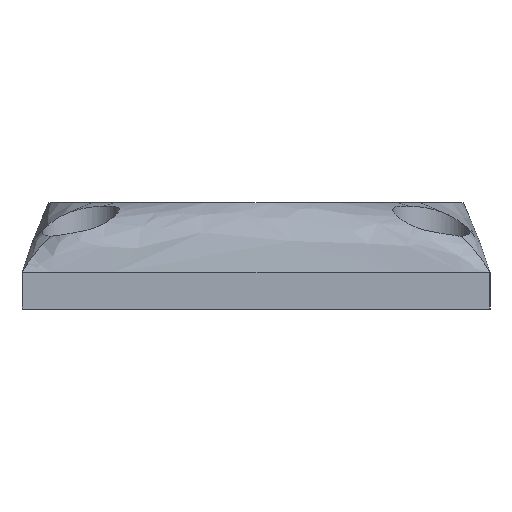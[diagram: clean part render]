
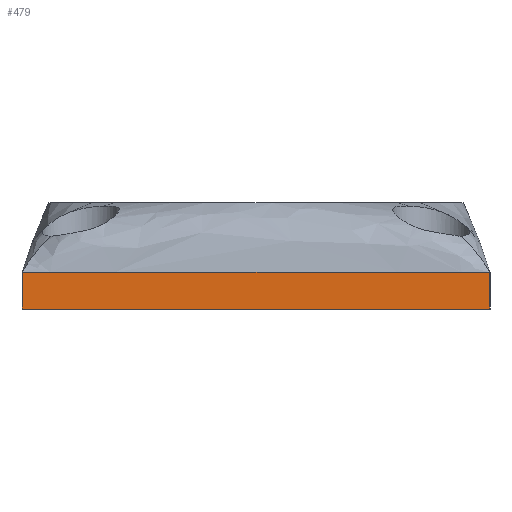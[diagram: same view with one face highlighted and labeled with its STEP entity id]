
A CAD part, left-side view. The second image highlights one B-rep face of the part: STEP entity #479.
In plain terms, the highlighted planar face has unit normal (-1, 0, 0).
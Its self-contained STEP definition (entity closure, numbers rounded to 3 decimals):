
#92=FACE_OUTER_BOUND('',#124,.T.);
#124=EDGE_LOOP('',(#364,#365,#366,#367,#368,#369,#370,#371));
#137=LINE('',#640,#166);
#140=LINE('',#656,#169);
#153=LINE('',#702,#182);
#155=LINE('',#706,#184);
#156=LINE('',#708,#185);
#157=LINE('',#710,#186);
#158=LINE('',#712,#187);
#159=LINE('',#713,#188);
#166=VECTOR('',#534,10.);
#169=VECTOR('',#549,10.);
#182=VECTOR('',#598,10.);
#184=VECTOR('',#602,10.);
#185=VECTOR('',#603,10.);
#186=VECTOR('',#604,10.);
#187=VECTOR('',#605,10.);
#188=VECTOR('',#606,10.);
#195=VERTEX_POINT('',#637);
#196=VERTEX_POINT('',#639);
#203=VERTEX_POINT('',#655);
#218=VERTEX_POINT('',#701);
#219=VERTEX_POINT('',#705);
#220=VERTEX_POINT('',#707);
#221=VERTEX_POINT('',#709);
#222=VERTEX_POINT('',#711);
#245=EDGE_CURVE('',#195,#196,#137,.T.);
#253=EDGE_CURVE('',#195,#203,#140,.T.);
#274=EDGE_CURVE('',#196,#218,#153,.T.);
#276=EDGE_CURVE('',#219,#203,#155,.T.);
#277=EDGE_CURVE('',#220,#219,#156,.T.);
#278=EDGE_CURVE('',#221,#220,#157,.T.);
#279=EDGE_CURVE('',#222,#221,#158,.T.);
#280=EDGE_CURVE('',#218,#222,#159,.T.);
#364=ORIENTED_EDGE('',*,*,#274,.F.);
#365=ORIENTED_EDGE('',*,*,#245,.F.);
#366=ORIENTED_EDGE('',*,*,#253,.T.);
#367=ORIENTED_EDGE('',*,*,#276,.F.);
#368=ORIENTED_EDGE('',*,*,#277,.F.);
#369=ORIENTED_EDGE('',*,*,#278,.F.);
#370=ORIENTED_EDGE('',*,*,#279,.F.);
#371=ORIENTED_EDGE('',*,*,#280,.F.);
#465=PLANE('',#517);
#479=ADVANCED_FACE('',(#92),#465,.T.);
#517=AXIS2_PLACEMENT_3D('',#704,#600,#601);
#534=DIRECTION('',(0.,1.,0.));
#549=DIRECTION('',(0.,0.,1.));
#598=DIRECTION('',(0.,0.,1.));
#600=DIRECTION('center_axis',(-1.,0.,0.));
#601=DIRECTION('ref_axis',(0.,-1.,0.));
#602=DIRECTION('',(0.,-1.,0.));
#603=DIRECTION('',(0.,-1.,0.));
#604=DIRECTION('',(0.,-1.,0.));
#605=DIRECTION('',(0.,-1.,0.));
#606=DIRECTION('',(0.,-1.,0.));
#637=CARTESIAN_POINT('',(-13.612,-12.762,0.91));
#639=CARTESIAN_POINT('',(-13.612,12.763,0.91));
#640=CARTESIAN_POINT('',(-13.612,-12.762,0.91));
#655=CARTESIAN_POINT('',(-13.612,-12.762,2.91));
#656=CARTESIAN_POINT('',(-13.612,-12.762,0.91));
#701=CARTESIAN_POINT('',(-13.612,12.763,2.91));
#702=CARTESIAN_POINT('',(-13.612,12.763,0.91));
#704=CARTESIAN_POINT('Origin',(-13.612,12.763,0.91));
#705=CARTESIAN_POINT('',(-13.612,-11.216,2.91));
#706=CARTESIAN_POINT('',(-13.612,12.763,2.91));
#707=CARTESIAN_POINT('',(-13.612,-7.704,2.91));
#708=CARTESIAN_POINT('',(-13.612,12.763,2.91));
#709=CARTESIAN_POINT('',(-13.612,7.705,2.91));
#710=CARTESIAN_POINT('',(-13.612,12.763,2.91));
#711=CARTESIAN_POINT('',(-13.612,11.217,2.91));
#712=CARTESIAN_POINT('',(-13.612,12.763,2.91));
#713=CARTESIAN_POINT('',(-13.612,12.763,2.91));
